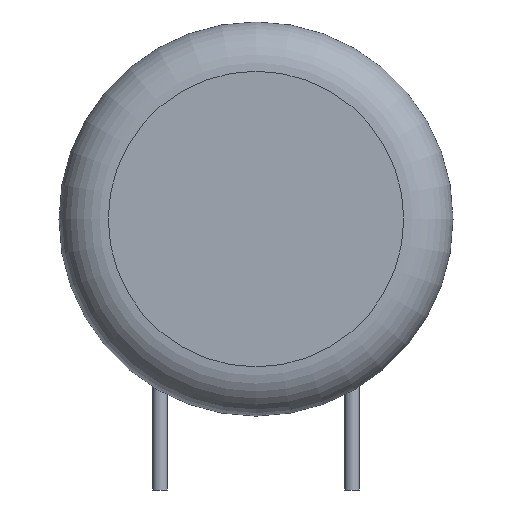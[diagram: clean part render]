
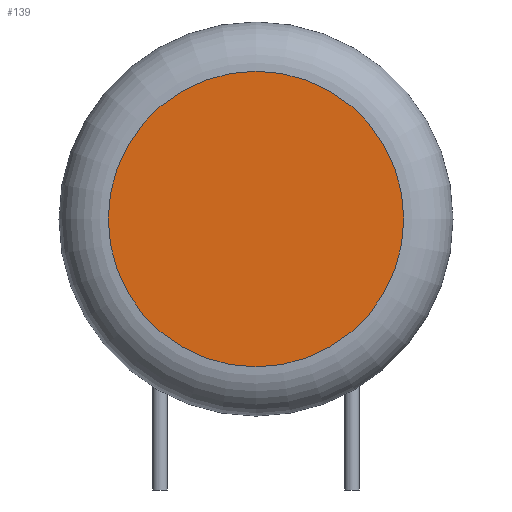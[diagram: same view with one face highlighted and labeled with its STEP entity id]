
A CAD part, front view. The second image highlights one B-rep face of the part: STEP entity #139.
In plain terms, the highlighted planar face has unit normal (0, -1, 0).
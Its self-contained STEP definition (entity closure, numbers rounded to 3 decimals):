
#20=PLANE('',#176);
#38=FACE_OUTER_BOUND('',#49,.T.);
#49=EDGE_LOOP('',(#119,#120));
#63=CIRCLE('',#173,6.);
#65=CIRCLE('',#175,6.);
#76=VERTEX_POINT('',#261);
#77=VERTEX_POINT('',#262);
#90=EDGE_CURVE('',#76,#77,#63,.T.);
#92=EDGE_CURVE('',#77,#76,#65,.T.);
#119=ORIENTED_EDGE('',*,*,#90,.F.);
#120=ORIENTED_EDGE('',*,*,#92,.F.);
#139=ADVANCED_FACE('',(#38),#20,.F.);
#173=AXIS2_PLACEMENT_3D('',#263,#212,#213);
#175=AXIS2_PLACEMENT_3D('',#265,#216,#217);
#176=AXIS2_PLACEMENT_3D('',#266,#218,#219);
#212=DIRECTION('center_axis',(0.,1.,0.));
#213=DIRECTION('ref_axis',(1.,0.,0.));
#216=DIRECTION('center_axis',(0.,1.,0.));
#217=DIRECTION('ref_axis',(1.,0.,0.));
#218=DIRECTION('center_axis',(0.,1.,0.));
#219=DIRECTION('ref_axis',(1.,0.,0.));
#261=CARTESIAN_POINT('',(-6.,-3.,9.));
#262=CARTESIAN_POINT('',(0.,-3.,15.));
#263=CARTESIAN_POINT('Origin',(0.,-3.,9.));
#265=CARTESIAN_POINT('Origin',(0.,-3.,9.));
#266=CARTESIAN_POINT('Origin',(0.,-3.,9.));
